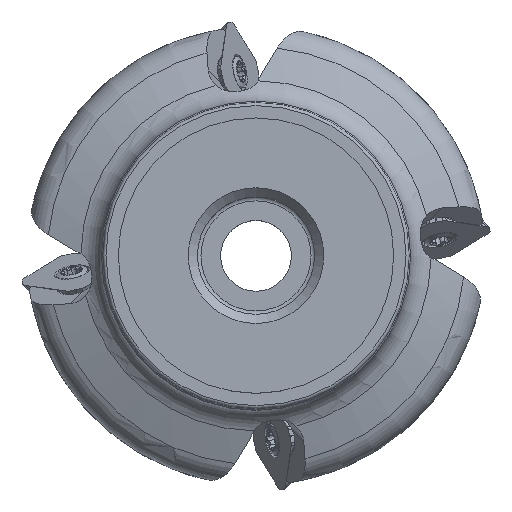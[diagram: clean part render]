
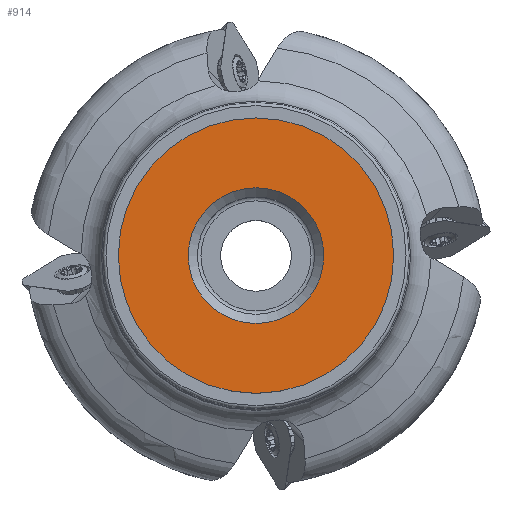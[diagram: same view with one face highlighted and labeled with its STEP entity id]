
A CAD part, top view. The second image highlights one B-rep face of the part: STEP entity #914.
In plain terms, the highlighted planar face has unit normal (0, 0, 1).
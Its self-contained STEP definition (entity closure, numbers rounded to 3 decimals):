
#914=ADVANCED_FACE('SU_1',(#1785,#1786),#1294,.F.);
#1294=PLANE('',#8989);
#1570=CIRCLE('',#8964,22.392);
#1574=CIRCLE('',#8970,11.03);
#1785=FACE_BOUND('',#2007,.T.);
#1786=FACE_BOUND('',#2008,.T.);
#2007=EDGE_LOOP('',(#3667));
#2008=EDGE_LOOP('',(#3668));
#3667=ORIENTED_EDGE('',*,*,#6909,.T.);
#3668=ORIENTED_EDGE('',*,*,#6913,.F.);
#5947=VERTEX_POINT('',#14129);
#5951=VERTEX_POINT('',#14139);
#6909=EDGE_CURVE('',#5947,#5947,#1570,.T.);
#6913=EDGE_CURVE('',#5951,#5951,#1574,.T.);
#8964=AXIS2_PLACEMENT_3D('',#14128,#10179,#10180);
#8970=AXIS2_PLACEMENT_3D('',#14138,#10191,#10192);
#8989=AXIS2_PLACEMENT_3D('',#14166,#10229,#10230);
#10179=DIRECTION('',(0.,0.,1.));
#10180=DIRECTION('',(1.,0.,0.));
#10191=DIRECTION('',(0.,0.,1.));
#10192=DIRECTION('',(1.,0.,0.));
#10229=DIRECTION('',(0.,0.,-1.));
#10230=DIRECTION('',(-1.,0.,0.));
#14128=CARTESIAN_POINT('',(0.,0.,0.));
#14129=CARTESIAN_POINT('',(22.392,0.,0.));
#14138=CARTESIAN_POINT('',(0.,0.,0.));
#14139=CARTESIAN_POINT('',(11.03,0.,0.));
#14166=CARTESIAN_POINT('',(-24.892,0.,0.));
